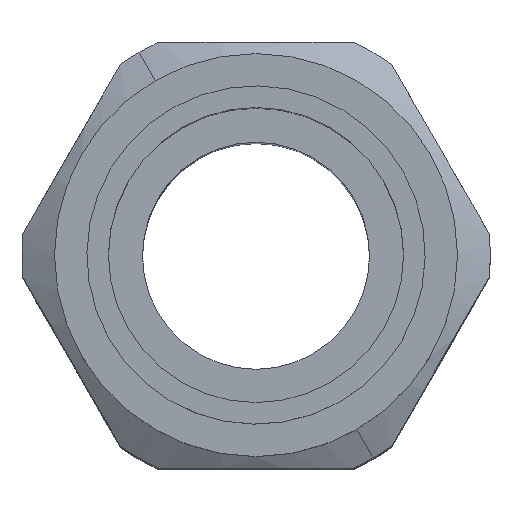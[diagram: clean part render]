
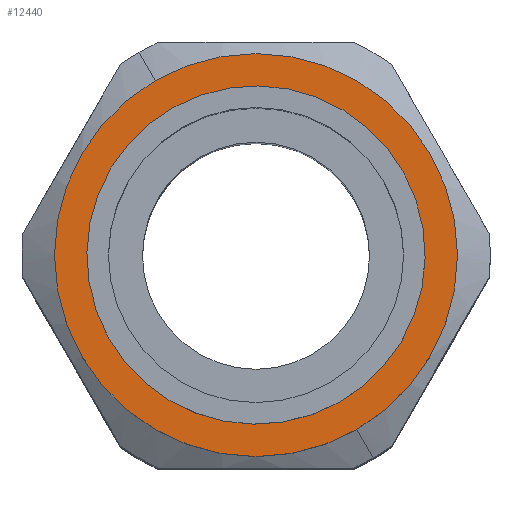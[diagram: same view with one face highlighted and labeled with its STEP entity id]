
A CAD part, top view. The second image highlights one B-rep face of the part: STEP entity #12440.
In plain terms, the highlighted planar face has unit normal (0, 0, 1).
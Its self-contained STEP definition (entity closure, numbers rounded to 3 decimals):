
#11850=CARTESIAN_POINT('',(-15.341,8.928,65.25));
#11860=VERTEX_POINT('',#11850);
#11890=CARTESIAN_POINT('',(0.,0.,
65.25));
#11900=DIRECTION('',(0.,0.,-1.));
#11910=DIRECTION('',(-0.864,0.503,
0.));
#11920=AXIS2_PLACEMENT_3D('',#11890,#11900,#11910);
#11930=CIRCLE('',#11920,17.75);
#11940=CARTESIAN_POINT('',(15.341,-8.928,65.25));
#11950=VERTEX_POINT('',#11940);
#11960=EDGE_CURVE('',#11950,#11860,#11930,.T.);
#12190=CARTESIAN_POINT('',(0.,0.,
65.25));
#12200=DIRECTION('',(0.,0.,-1.));
#12210=DIRECTION('',(-0.864,0.503,
0.));
#12220=AXIS2_PLACEMENT_3D('',#12190,#12200,#12210);
#12230=PLANE('',#12220);
#12240=CARTESIAN_POINT('',(0.,0.,
65.25));
#12250=DIRECTION('',(0.,0.,-1.));
#12260=DIRECTION('',(0.753,-0.658,
0.));
#12270=AXIS2_PLACEMENT_3D('',#12240,#12250,#12260);
#12280=CIRCLE('',#12270,14.9);
#12290=CARTESIAN_POINT('',(11.219,-9.806,65.25));
#12300=VERTEX_POINT('',#12290);
#12310=CARTESIAN_POINT('',(-11.219,9.806,65.25));
#12320=VERTEX_POINT('',#12310);
#12330=EDGE_CURVE('',#12300,#12320,#12280,.T.);
#12340=ORIENTED_EDGE('',*,*,#12330,.T.);
#12350=EDGE_CURVE('',#12320,#12300,#12280,.T.);
#12360=ORIENTED_EDGE('',*,*,#12350,.T.);
#12370=EDGE_LOOP('',(#12360,#12340));
#12380=FACE_BOUND('',#12370,.T.);
#12390=EDGE_CURVE('',#11860,#11950,#11930,.T.);
#12400=ORIENTED_EDGE('',*,*,#12390,.F.);
#12410=ORIENTED_EDGE('',*,*,#11960,.F.);
#12420=EDGE_LOOP('',(#12410,#12400));
#12430=FACE_OUTER_BOUND('',#12420,.T.);
#12440=ADVANCED_FACE('',(#12380,#12430),#12230,.F.);
